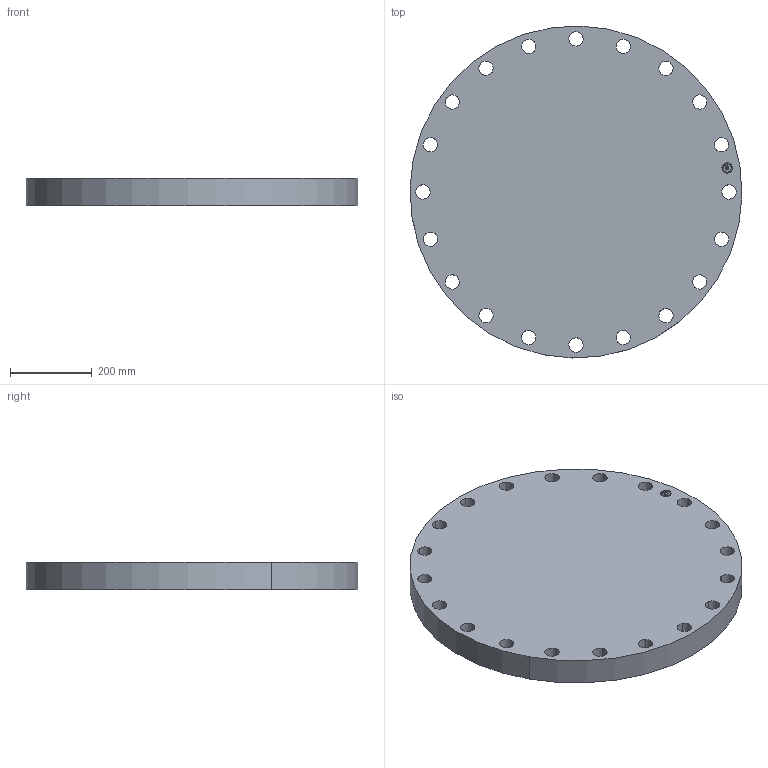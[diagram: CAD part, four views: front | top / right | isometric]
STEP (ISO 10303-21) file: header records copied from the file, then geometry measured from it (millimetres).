
FILE_DESCRIPTION(('3D STEP'),'2;1');
FILE_NAME('24-7E-BLIND-FF-AWWA-FLANGE.stp','2013-09-22T22:15:27+00:00',('Texas Flange'),(''),'CATIA Version 5 Release 20 SP 6 (IN-10)','CATIA V5 STEP AP214','800-826-3801');
FILE_SCHEMA(('AUTOMOTIVE_DESIGN { 1 0 10303 214 1 1 1 1 }'));
Length unit declared in the file: inch
Products named in the file (1): 24-7E-BLIND-FF-AWWA-FLANGE
Bounding box: 812.57 x 812.57 x 66.67 mm (x, y, z)
Volume: 33317990.4 mm3; surface area: 1316104.3 mm2
Topology: 1 solids, 1 shells, 429 faces, 1230 edges, 820 vertices
Faces by surface type: plane 367, cylinder 62
Entity records: 16192 total; most frequent: ORIENTED_EDGE 2460, CARTESIAN_POINT 2426, DIRECTION 1980, EDGE_CURVE 1230, VECTOR 1106, LINE 1106, VERTEX_POINT 820, AXIS2_PLACEMENT_3D 500
